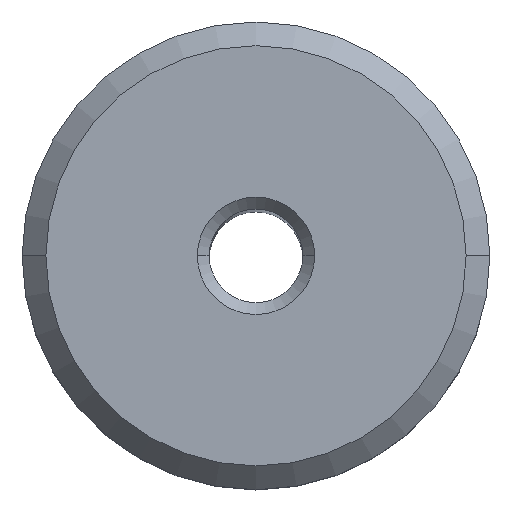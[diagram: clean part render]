
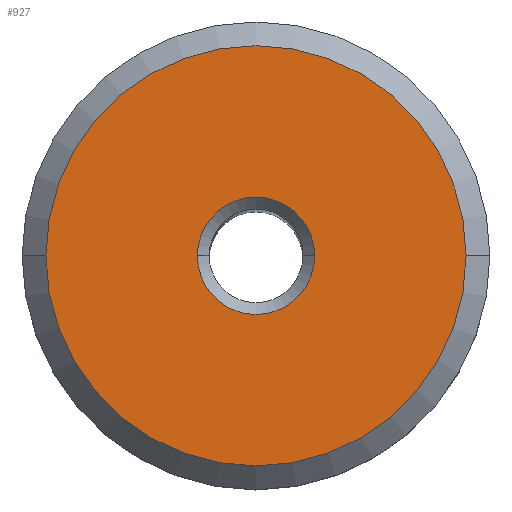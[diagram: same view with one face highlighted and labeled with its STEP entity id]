
A CAD part, top view. The second image highlights one B-rep face of the part: STEP entity #927.
In plain terms, the highlighted planar face has unit normal (0, 0, 1).
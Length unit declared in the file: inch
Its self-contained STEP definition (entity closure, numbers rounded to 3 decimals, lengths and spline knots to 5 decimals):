
#2 = DIRECTION ( 'NONE',  ( 0., 0., -1. ) ) ;
#5 = CARTESIAN_POINT ( 'NONE',  ( -0.07406, 0., 0. ) ) ;
#11 = EDGE_CURVE ( 'NONE', #413, #1027, #669, .T. ) ;
#42 = DIRECTION ( 'NONE',  ( -1., 0., 0. ) ) ;
#59 = CIRCLE ( 'NONE', #507, 0.26528 ) ;
#127 = DIRECTION ( 'NONE',  ( 0., 0., 1. ) ) ;
#209 = DIRECTION ( 'NONE',  ( 0., 0., -1. ) ) ;
#233 = EDGE_CURVE ( 'NONE', #1027, #413, #1058, .T. ) ;
#275 = AXIS2_PLACEMENT_3D ( 'NONE', #1067, #708, #542 ) ;
#321 = ORIENTED_EDGE ( 'NONE', *, *, #325, .T. ) ;
#325 = EDGE_CURVE ( 'NONE', #829, #957, #543, .T. ) ;
#335 = EDGE_CURVE ( 'NONE', #957, #829, #59, .T. ) ;
#358 = PLANE ( 'NONE',  #275 ) ;
#413 = VERTEX_POINT ( 'NONE', #5 ) ;
#414 = AXIS2_PLACEMENT_3D ( 'NONE', #946, #2, #587 ) ;
#467 = DIRECTION ( 'NONE',  ( -1., 0., 0. ) ) ;
#471 = AXIS2_PLACEMENT_3D ( 'NONE', #554, #209, #643 ) ;
#507 = AXIS2_PLACEMENT_3D ( 'NONE', #996, #127, #467 ) ;
#536 = EDGE_LOOP ( 'NONE', ( #321, #1107 ) ) ;
#542 = DIRECTION ( 'NONE',  ( -1., 0., 0. ) ) ;
#543 = CIRCLE ( 'NONE', #1007, 0.26528 ) ;
#554 = CARTESIAN_POINT ( 'NONE',  ( 0., 0., 0. ) ) ;
#587 = DIRECTION ( 'NONE',  ( -1., 0., 0. ) ) ;
#627 = FACE_OUTER_BOUND ( 'NONE', #536, .T. ) ;
#643 = DIRECTION ( 'NONE',  ( -1., 0., 0. ) ) ;
#669 = CIRCLE ( 'NONE', #414, 0.07406 ) ;
#698 = CARTESIAN_POINT ( 'NONE',  ( -0.26528, 0., 0. ) ) ;
#708 = DIRECTION ( 'NONE',  ( 0., 0., -1. ) ) ;
#763 = ORIENTED_EDGE ( 'NONE', *, *, #11, .T. ) ;
#794 = CARTESIAN_POINT ( 'NONE',  ( 0.26528, 0., 0. ) ) ;
#824 = CARTESIAN_POINT ( 'NONE',  ( 0.07406, 0., 0. ) ) ;
#829 = VERTEX_POINT ( 'NONE', #698 ) ;
#902 = DIRECTION ( 'NONE',  ( 0., 0., 1. ) ) ;
#924 = ORIENTED_EDGE ( 'NONE', *, *, #233, .T. ) ;
#927 = ADVANCED_FACE ( 'NONE', ( #627, #970 ), #358, .F. ) ;
#929 = EDGE_LOOP ( 'NONE', ( #924, #763 ) ) ;
#946 = CARTESIAN_POINT ( 'NONE',  ( 0., 0., 0. ) ) ;
#957 = VERTEX_POINT ( 'NONE', #794 ) ;
#970 = FACE_BOUND ( 'NONE', #929, .T. ) ;
#996 = CARTESIAN_POINT ( 'NONE',  ( 0., 0., 0. ) ) ;
#999 = CARTESIAN_POINT ( 'NONE',  ( 0., 0., 0. ) ) ;
#1007 = AXIS2_PLACEMENT_3D ( 'NONE', #999, #902, #42 ) ;
#1027 = VERTEX_POINT ( 'NONE', #824 ) ;
#1058 = CIRCLE ( 'NONE', #471, 0.07406 ) ;
#1067 = CARTESIAN_POINT ( 'NONE',  ( 0., 0.29528, 0. ) ) ;
#1107 = ORIENTED_EDGE ( 'NONE', *, *, #335, .T. ) ;
